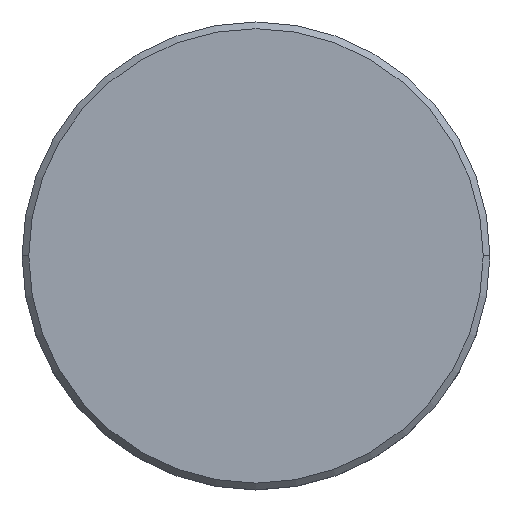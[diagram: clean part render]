
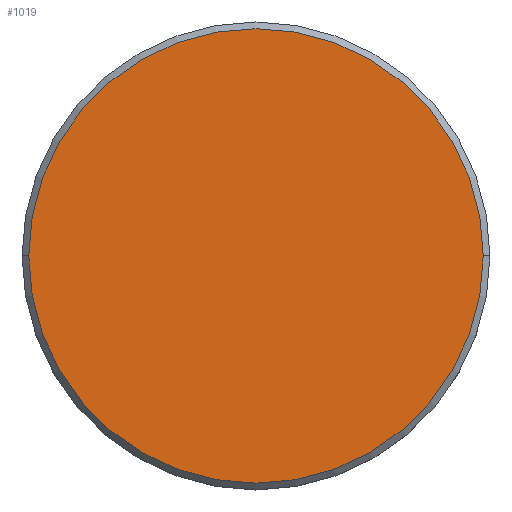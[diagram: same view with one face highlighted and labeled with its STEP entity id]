
A CAD part, top view. The second image highlights one B-rep face of the part: STEP entity #1019.
In plain terms, the highlighted planar face has unit normal (0, 0, 1).
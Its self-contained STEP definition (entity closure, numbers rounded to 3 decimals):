
#5 = PLANE ( 'NONE',  #553 ) ;
#18 = EDGE_LOOP ( 'NONE', ( #1033, #285 ) ) ;
#176 = AXIS2_PLACEMENT_3D ( 'NONE', #236, #890, #603 ) ;
#230 = CARTESIAN_POINT ( 'NONE',  ( -17., 0., 0. ) ) ;
#236 = CARTESIAN_POINT ( 'NONE',  ( 0., 0., 0. ) ) ;
#269 = EDGE_CURVE ( 'NONE', #920, #622, #751, .T. ) ;
#285 = ORIENTED_EDGE ( 'NONE', *, *, #808, .T. ) ;
#363 = CARTESIAN_POINT ( 'NONE',  ( 0., 0., 0. ) ) ;
#493 = CARTESIAN_POINT ( 'NONE',  ( 17., 0., 0. ) ) ;
#553 = AXIS2_PLACEMENT_3D ( 'NONE', #363, #730, #1098 ) ;
#603 = DIRECTION ( 'NONE',  ( 1., 0., 0. ) ) ;
#622 = VERTEX_POINT ( 'NONE', #493 ) ;
#730 = DIRECTION ( 'NONE',  ( 0., 0., 1. ) ) ;
#751 = CIRCLE ( 'NONE', #176, 17. ) ;
#808 = EDGE_CURVE ( 'NONE', #622, #920, #1099, .T. ) ;
#823 = FACE_OUTER_BOUND ( 'NONE', #18, .T. ) ;
#890 = DIRECTION ( 'NONE',  ( 0., 0., 1. ) ) ;
#920 = VERTEX_POINT ( 'NONE', #230 ) ;
#943 = AXIS2_PLACEMENT_3D ( 'NONE', #964, #1132, #1141 ) ;
#964 = CARTESIAN_POINT ( 'NONE',  ( 0., 0., 0. ) ) ;
#1019 = ADVANCED_FACE ( 'NONE', ( #823 ), #5, .T. ) ;
#1033 = ORIENTED_EDGE ( 'NONE', *, *, #269, .T. ) ;
#1098 = DIRECTION ( 'NONE',  ( 1., 0., 0. ) ) ;
#1099 = CIRCLE ( 'NONE', #943, 17. ) ;
#1132 = DIRECTION ( 'NONE',  ( 0., 0., 1. ) ) ;
#1141 = DIRECTION ( 'NONE',  ( 1., 0., 0. ) ) ;
